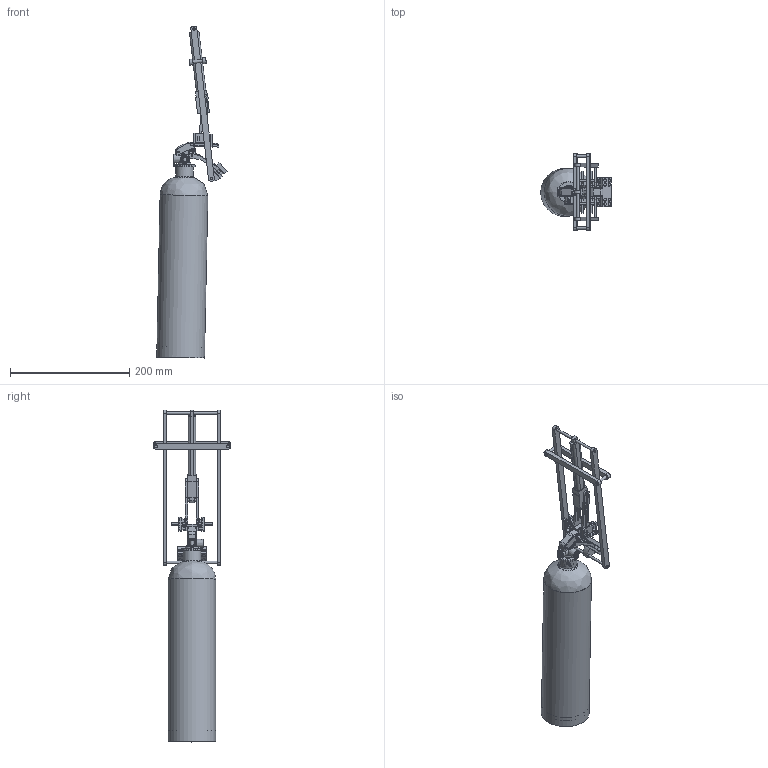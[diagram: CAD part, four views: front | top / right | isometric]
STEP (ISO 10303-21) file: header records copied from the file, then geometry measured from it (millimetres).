
FILE_DESCRIPTION(/* description */ (''),/* implementation_level */ '2;1');
FILE_NAME(/* name */ 'Trigger mechanism (v21~recovered).step',/* time_stamp */ '2025-06-12T06:32:13+01:00',/* author */ (''),/* organization */ (''),/* preprocessor_version */ 'ST-DEVELOPER v20.1',/* originating_system */ 'Autodesk Translation Framework v14.10.0.0',/* authorisation */ '');
FILE_SCHEMA (('AUTOMOTIVE_DESIGN { 1 0 10303 214 3 1 1 }'));
Length unit declared in the file: millimetre
Products named in the file (30): Trigger mechanism (v21~recovered); extinguisher; bottle; nozzle; lever; grip_v1; Grip pin; Lever pin; LA clamp; LA clamp body; Clamp arm; Clamp arm_1; Clamp arm body; Clamp arm hook; Clamp support tab; Clamp bottom plate; Clamp grip plate; Linear actuator; Linear Actuator Push Rod; Linear actuator body; LA clamp pin; Grip clamp; Grip clamp bottom; Grip clamp base pin; Connecting rod; Connecting rod v3(Mirror); CR-LA pin; CR-Clamp pin; Crossbar rod; Crossbar pin
Assembly tree (47 placements, depth 4):
  Trigger mechanism (v21~recovered)
    extinguisher
      bottle
      nozzle
      lever
      grip_v1
    Grip pin
    Lever pin
    LA clamp
      LA clamp body
      Clamp arm
        Clamp arm body
        Clamp arm hook  x2
        Clamp support tab  x2
        Clamp bottom plate
        Clamp grip plate
      Clamp arm_1
        Clamp arm body
        Clamp arm hook  x2
        Clamp support tab  x2
        Clamp bottom plate
        Clamp grip plate
    Linear actuator
      Linear Actuator Push Rod
      Linear actuator body
    LA clamp pin
    Grip clamp
    Grip clamp bottom
    Grip clamp base pin  x8
    Connecting rod
    Connecting rod v3(Mirror)
    CR-LA pin
    CR-Clamp pin
    Crossbar rod  x2
    Crossbar pin  x2
Bounding box: 118.11 x 130 x 556.21 mm (x, y, z)
Volume: 197170.9 mm3; surface area: 256278.6 mm2
Topology: 44 solids, 44 shells, 852 faces, 2178 edges, 1422 vertices
Faces by surface type: plane 518, cylinder 251, torus 39, bspline 25, cone 12, sphere 7
Full cylindrical faces by diameter (mm): 2.5 x4, 2.6 x3, 4 x12, 4.5 x1, 4.6 x2, 5 x6, 5.5 x24, 5.8 x1, 6 x1, 7 x6, 7.8 x1, 9.115 x7, 10 x9, 11.624 x9, 11.8 x1, 12 x1, 18 x1, 22 x1, 23.1 x5, 25 x3, 26.8 x5, 29.5 x1, 36 x1, 77.6 x1, 78.4 x1, 80 x1
Entity records: 33067 total; most frequent: CARTESIAN_POINT 17416, ORIENTED_EDGE 3098, DIRECTION 3060, EDGE_CURVE 1549, AXIS2_PLACEMENT_3D 1070, VERTEX_POINT 1006, LINE 920, VECTOR 920
